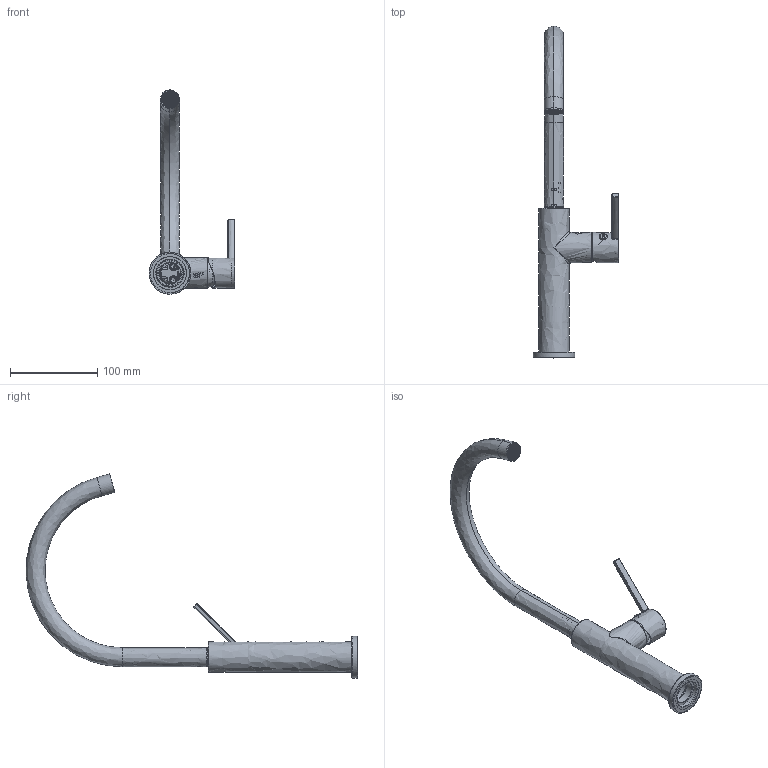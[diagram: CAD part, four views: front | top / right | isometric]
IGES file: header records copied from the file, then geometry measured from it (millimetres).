
Global section: file name: 2c917a4f-534f-4f07-bd1a-fc3632217273; native system: unknown; preprocessor: unknown; author: unknown; organization: unknown; date: 20200629.104042; units: millimetre
Bounding box: 98.59 x 381.19 x 234.61 mm (x, y, z)
Volume: 142660.5 mm3; surface area: 143505.6 mm2
Topology: 23 solids, 26 shells, 1706 faces, 4733 edges, 3093 vertices
Faces by surface type: bspline 1706
